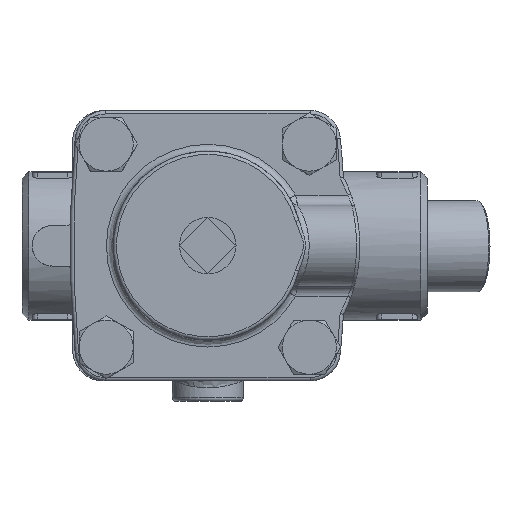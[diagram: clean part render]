
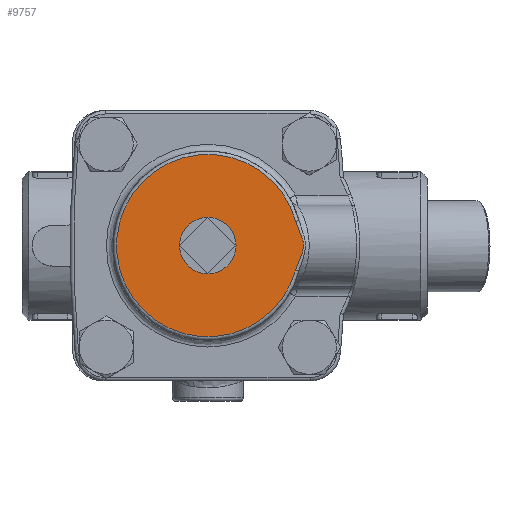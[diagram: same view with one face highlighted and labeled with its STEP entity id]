
A CAD part, top view. The second image highlights one B-rep face of the part: STEP entity #9757.
In plain terms, the highlighted planar face has unit normal (0, 0, 1).
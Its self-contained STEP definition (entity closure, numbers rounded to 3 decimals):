
#4547=CARTESIAN_POINT('',(8.25,0.0,40.0));
#4548=VERTEX_POINT('',#4547);
#4549=CARTESIAN_POINT('',(0.,0.0,40.0));
#4550=DIRECTION('',(0.0,0.0,-1.0));
#4551=DIRECTION('',(1.0,0.0,0.0));
#4552=AXIS2_PLACEMENT_3D('',#4549,#4550,#4551);
#4553=CIRCLE('',#4552,8.25);
#4554=EDGE_CURVE('',#4548,#4548,#4553,.T.);
#9441=CARTESIAN_POINT('',(26.026,-7.186,40.0));
#9442=VERTEX_POINT('',#9441);
#9450=CARTESIAN_POINT('',(26.026,7.186,40.0));
#9451=VERTEX_POINT('',#9450);
#9452=CARTESIAN_POINT('',(0.,0.,40.0));
#9453=DIRECTION('',(0.0,0.0,-1.0));
#9454=DIRECTION('',(-1.0,0.,0.0));
#9455=AXIS2_PLACEMENT_3D('',#9452,#9453,#9454);
#9456=CIRCLE('',#9455,27.0);
#9457=EDGE_CURVE('',#9442,#9451,#9456,.T.);
#9616=CARTESIAN_POINT('',(26.026,7.186,40.));
#9617=CARTESIAN_POINT('',(26.218,6.49,40.0));
#9618=CARTESIAN_POINT('',(26.728,5.138,40.));
#9619=CARTESIAN_POINT('',(27.467,3.484,40.));
#9620=CARTESIAN_POINT('',(27.979,2.132,40.));
#9621=CARTESIAN_POINT('',(28.234,1.201,40.));
#9622=CARTESIAN_POINT('',(28.345,0.363,40.));
#9623=CARTESIAN_POINT('',(28.346,-0.361,40.));
#9624=CARTESIAN_POINT('',(28.267,-0.959,40.));
#9625=CARTESIAN_POINT('',(28.165,-1.43,40.));
#9626=CARTESIAN_POINT('',(28.041,-1.895,40.));
#9627=CARTESIAN_POINT('',(27.853,-2.467,40.));
#9628=CARTESIAN_POINT('',(27.549,-3.256,40.));
#9629=CARTESIAN_POINT('',(27.171,-4.144,40.));
#9630=CARTESIAN_POINT('',(26.602,-5.473,40.));
#9631=CARTESIAN_POINT('',(26.218,-6.49,40.0));
#9632=CARTESIAN_POINT('',(26.026,-7.186,40.0));
#9633=B_SPLINE_CURVE_WITH_KNOTS('',3,(#9616,#9617,#9618,#9619,#9620,#9621,#9622,#9623,#9624,#9625,#9626,#9627,#9628,#9629,#9630,#9631,#9632),.UNSPECIFIED.,.F.,.U.,(4,1,1,1,1,1,1,1,1,1,1,1,1,1,4),(0.,0.217,0.433,0.542,0.65,0.722,0.795,0.867,0.903,0.939,1.011,1.083,1.192,1.3,1.517),.UNSPECIFIED.);
#9634=EDGE_CURVE('',#9451,#9442,#9633,.T.);
#9745=CARTESIAN_POINT('',(0.,0.,40.0));
#9746=DIRECTION('',(0.0,0.0,-1.0));
#9747=DIRECTION('',(-1.0,0.0,0.0));
#9748=AXIS2_PLACEMENT_3D('',#9745,#9746,#9747);
#9749=PLANE('',#9748);
#9750=ORIENTED_EDGE('',*,*,#9457,.F.);
#9751=ORIENTED_EDGE('',*,*,#9634,.F.);
#9752=EDGE_LOOP('',(#9750,#9751));
#9753=FACE_OUTER_BOUND('',#9752,.T.);
#9754=ORIENTED_EDGE('',*,*,#4554,.T.);
#9755=EDGE_LOOP('',(#9754));
#9756=FACE_BOUND('',#9755,.T.);
#9757=ADVANCED_FACE('',(#9753,#9756),#9749,.F.);
